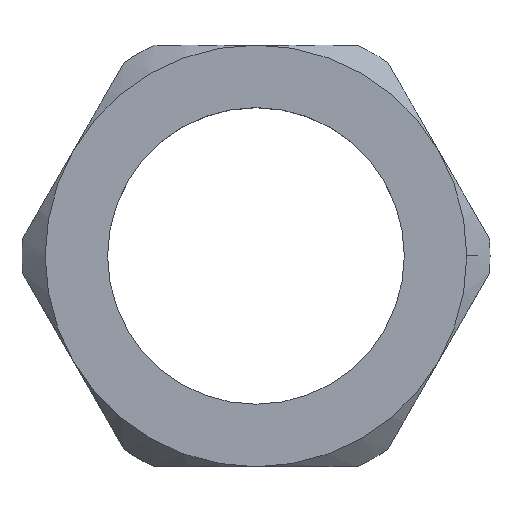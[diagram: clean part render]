
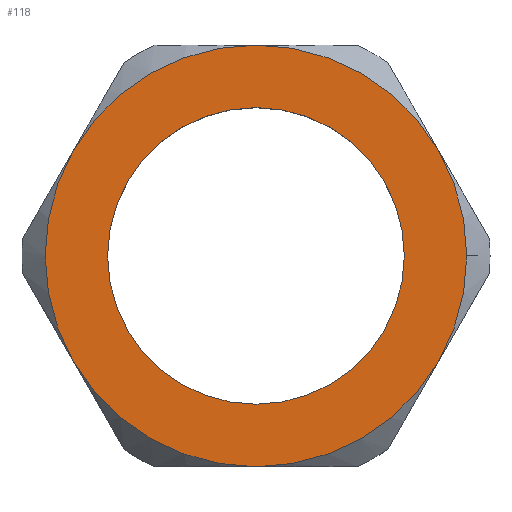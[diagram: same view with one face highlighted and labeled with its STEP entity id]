
A CAD part, top view. The second image highlights one B-rep face of the part: STEP entity #118.
In plain terms, the highlighted planar face has unit normal (0, 0, 1).
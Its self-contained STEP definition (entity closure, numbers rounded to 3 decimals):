
#82 = EDGE_CURVE ( 'NONE', #813, #816, #161, .T. ) ;
#86 = EDGE_CURVE ( 'NONE', #797, #818, #159, .T. ) ;
#91 = EDGE_CURVE ( 'NONE', #818, #797, #156, .T. ) ;
#92 = EDGE_CURVE ( 'NONE', #808, #813, #155, .T. ) ;
#93 = EDGE_CURVE ( 'NONE', #816, #794, #154, .T. ) ;
#94 = EDGE_CURVE ( 'NONE', #794, #810, #153, .T. ) ;
#95 = EDGE_CURVE ( 'NONE', #810, #802, #152, .T. ) ;
#96 = EDGE_CURVE ( 'NONE', #802, #795, #151, .T. ) ;
#97 = EDGE_CURVE ( 'NONE', #795, #808, #150, .T. ) ;
#118 = ADVANCED_FACE ( 'NONE', ( #585, #552 ), #389, .T. ) ;
#150 = CIRCLE ( 'NONE', #589, 13.5 ) ;
#151 = CIRCLE ( 'NONE', #597, 13.5 ) ;
#152 = CIRCLE ( 'NONE', #598, 13.5 ) ;
#153 = CIRCLE ( 'NONE', #593, 13.5 ) ;
#154 = CIRCLE ( 'NONE', #595, 13.5 ) ;
#155 = CIRCLE ( 'NONE', #581, 13.5 ) ;
#156 = CIRCLE ( 'NONE', #611, 9.5 ) ;
#159 = CIRCLE ( 'NONE', #575, 9.5 ) ;
#161 = CIRCLE ( 'NONE', #612, 13.5 ) ;
#198 = CARTESIAN_POINT ( 'NONE',  ( 11.691, -6.75, 6. ) ) ;
#200 = CARTESIAN_POINT ( 'NONE',  ( -11.691, 6.75, 6. ) ) ;
#203 = CARTESIAN_POINT ( 'NONE',  ( 13.5, 0., 6. ) ) ;
#206 = CARTESIAN_POINT ( 'NONE',  ( 11.691, 6.75, 6. ) ) ;
#208 = CARTESIAN_POINT ( 'NONE',  ( 9.5, 0., 6. ) ) ;
#251 = CARTESIAN_POINT ( 'NONE',  ( -11.691, -6.75, 6. ) ) ;
#256 = CARTESIAN_POINT ( 'NONE',  ( -9.5, 0., 6. ) ) ;
#258 = CARTESIAN_POINT ( 'NONE',  ( 0., -13.5, 6. ) ) ;
#259 = CARTESIAN_POINT ( 'NONE',  ( 0., 13.5, 6. ) ) ;
#377 = CARTESIAN_POINT ( 'NONE',  ( 0., 0., 6. ) ) ;
#384 = DIRECTION ( 'NONE',  ( 1., 0., 0. ) ) ;
#385 = DIRECTION ( 'NONE',  ( 0., 0., 1. ) ) ;
#387 = CARTESIAN_POINT ( 'NONE',  ( 0., 0., 6. ) ) ;
#389 = PLANE ( 'NONE',  #554 ) ;
#399 = DIRECTION ( 'NONE',  ( 0., 0., 1. ) ) ;
#401 = CARTESIAN_POINT ( 'NONE',  ( 0., 0., 6. ) ) ;
#415 = DIRECTION ( 'NONE',  ( 0., 0., 1. ) ) ;
#493 = DIRECTION ( 'NONE',  ( 1., 0., 0. ) ) ;
#494 = DIRECTION ( 'NONE',  ( 0., 0., 1. ) ) ;
#495 = CARTESIAN_POINT ( 'NONE',  ( 0., 0., 6. ) ) ;
#496 = DIRECTION ( 'NONE',  ( 1., 0., 0. ) ) ;
#498 = DIRECTION ( 'NONE',  ( 0., 0., 1. ) ) ;
#500 = CARTESIAN_POINT ( 'NONE',  ( 0., 0., 6. ) ) ;
#501 = DIRECTION ( 'NONE',  ( 1., 0., 0. ) ) ;
#502 = DIRECTION ( 'NONE',  ( 1., 0., 0. ) ) ;
#503 = DIRECTION ( 'NONE',  ( 0., 0., 1. ) ) ;
#504 = CARTESIAN_POINT ( 'NONE',  ( 0., 0., 6. ) ) ;
#505 = DIRECTION ( 'NONE',  ( 1., 0., 0. ) ) ;
#506 = DIRECTION ( 'NONE',  ( 0., 0., 1. ) ) ;
#507 = CARTESIAN_POINT ( 'NONE',  ( 0., 0., 6. ) ) ;
#509 = DIRECTION ( 'NONE',  ( 1., 0., 0. ) ) ;
#512 = DIRECTION ( 'NONE',  ( 0., 0., 1. ) ) ;
#513 = DIRECTION ( 'NONE',  ( 1., 0., 0. ) ) ;
#514 = CARTESIAN_POINT ( 'NONE',  ( 0., 0., 6. ) ) ;
#516 = DIRECTION ( 'NONE',  ( 1., 0., 0. ) ) ;
#517 = DIRECTION ( 'NONE',  ( 0., 0., 1. ) ) ;
#518 = CARTESIAN_POINT ( 'NONE',  ( 0., 0., 6. ) ) ;
#533 = DIRECTION ( 'NONE',  ( 1., 0., 0. ) ) ;
#534 = DIRECTION ( 'NONE',  ( 0., 0., 1. ) ) ;
#535 = CARTESIAN_POINT ( 'NONE',  ( 0., 0., 6. ) ) ;
#552 = FACE_OUTER_BOUND ( 'NONE', #747, .T. ) ;
#554 = AXIS2_PLACEMENT_3D ( 'NONE', #387, #385, #384 ) ;
#575 = AXIS2_PLACEMENT_3D ( 'NONE', #535, #534, #533 ) ;
#581 = AXIS2_PLACEMENT_3D ( 'NONE', #514, #512, #509 ) ;
#585 = FACE_BOUND ( 'NONE', #746, .T. ) ;
#589 = AXIS2_PLACEMENT_3D ( 'NONE', #495, #494, #493 ) ;
#593 = AXIS2_PLACEMENT_3D ( 'NONE', #504, #503, #502 ) ;
#595 = AXIS2_PLACEMENT_3D ( 'NONE', #507, #506, #505 ) ;
#597 = AXIS2_PLACEMENT_3D ( 'NONE', #500, #498, #496 ) ;
#598 = AXIS2_PLACEMENT_3D ( 'NONE', #401, #399, #501 ) ;
#611 = AXIS2_PLACEMENT_3D ( 'NONE', #518, #517, #516 ) ;
#612 = AXIS2_PLACEMENT_3D ( 'NONE', #377, #415, #513 ) ;
#746 = EDGE_LOOP ( 'NONE', ( #835, #820 ) ) ;
#747 = EDGE_LOOP ( 'NONE', ( #821, #822, #819, #826, #824, #827, #828 ) ) ;
#794 = VERTEX_POINT ( 'NONE', #259 ) ;
#795 = VERTEX_POINT ( 'NONE', #258 ) ;
#797 = VERTEX_POINT ( 'NONE', #256 ) ;
#802 = VERTEX_POINT ( 'NONE', #251 ) ;
#808 = VERTEX_POINT ( 'NONE', #198 ) ;
#810 = VERTEX_POINT ( 'NONE', #200 ) ;
#813 = VERTEX_POINT ( 'NONE', #203 ) ;
#816 = VERTEX_POINT ( 'NONE', #206 ) ;
#818 = VERTEX_POINT ( 'NONE', #208 ) ;
#819 = ORIENTED_EDGE ( 'NONE', *, *, #93, .T. ) ;
#820 = ORIENTED_EDGE ( 'NONE', *, *, #91, .F. ) ;
#821 = ORIENTED_EDGE ( 'NONE', *, *, #92, .T. ) ;
#822 = ORIENTED_EDGE ( 'NONE', *, *, #82, .T. ) ;
#824 = ORIENTED_EDGE ( 'NONE', *, *, #95, .T. ) ;
#826 = ORIENTED_EDGE ( 'NONE', *, *, #94, .T. ) ;
#827 = ORIENTED_EDGE ( 'NONE', *, *, #96, .T. ) ;
#828 = ORIENTED_EDGE ( 'NONE', *, *, #97, .T. ) ;
#835 = ORIENTED_EDGE ( 'NONE', *, *, #86, .F. ) ;
